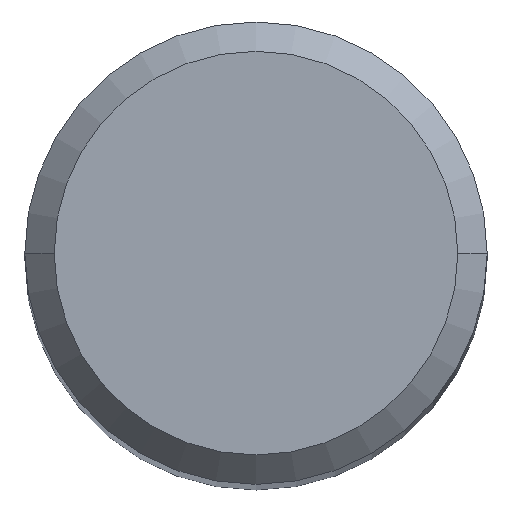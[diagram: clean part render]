
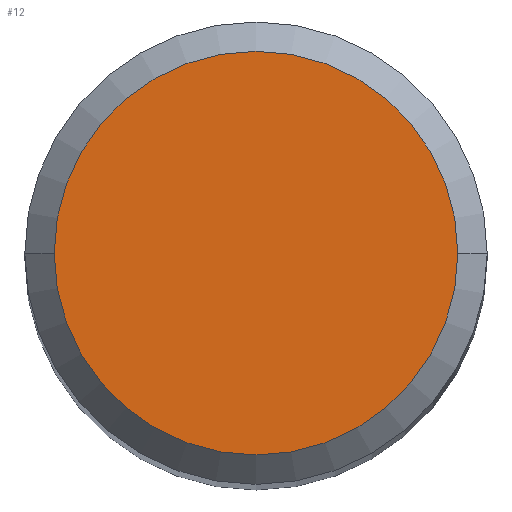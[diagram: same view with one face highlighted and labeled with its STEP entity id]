
A CAD part, top view. The second image highlights one B-rep face of the part: STEP entity #12.
In plain terms, the highlighted planar face has unit normal (0, 0, 1).
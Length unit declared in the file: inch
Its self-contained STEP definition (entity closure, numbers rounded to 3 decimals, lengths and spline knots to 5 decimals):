
#12 = ADVANCED_FACE ( 'NONE', ( #375 ), #203, .T. ) ;
#15 = EDGE_CURVE ( 'NONE', #355, #68, #140, .T. ) ;
#24 = DIRECTION ( 'NONE',  ( 0., 0., 1. ) ) ;
#34 = CARTESIAN_POINT ( 'NONE',  ( 0., 0., 2.24409 ) ) ;
#68 = VERTEX_POINT ( 'NONE', #76 ) ;
#76 = CARTESIAN_POINT ( 'NONE',  ( 0.10311, 0., 2.24409 ) ) ;
#77 = CARTESIAN_POINT ( 'NONE',  ( 0., 0., 2.24409 ) ) ;
#125 = ORIENTED_EDGE ( 'NONE', *, *, #15, .T. ) ;
#127 = AXIS2_PLACEMENT_3D ( 'NONE', #77, #310, #243 ) ;
#140 = CIRCLE ( 'NONE', #127, 0.10311 ) ;
#142 = DIRECTION ( 'NONE',  ( 1., 0., 0. ) ) ;
#145 = CARTESIAN_POINT ( 'NONE',  ( 0., 0., 2.24409 ) ) ;
#201 = EDGE_CURVE ( 'NONE', #68, #355, #230, .T. ) ;
#203 = PLANE ( 'NONE',  #358 ) ;
#215 = DIRECTION ( 'NONE',  ( 0., 0., 1. ) ) ;
#230 = CIRCLE ( 'NONE', #317, 0.10311 ) ;
#243 = DIRECTION ( 'NONE',  ( 1., 0., 0. ) ) ;
#255 = DIRECTION ( 'NONE',  ( 1., 0., 0. ) ) ;
#270 = ORIENTED_EDGE ( 'NONE', *, *, #201, .T. ) ;
#310 = DIRECTION ( 'NONE',  ( 0., 0., 1. ) ) ;
#317 = AXIS2_PLACEMENT_3D ( 'NONE', #34, #215, #255 ) ;
#350 = EDGE_LOOP ( 'NONE', ( #125, #270 ) ) ;
#355 = VERTEX_POINT ( 'NONE', #361 ) ;
#358 = AXIS2_PLACEMENT_3D ( 'NONE', #145, #24, #142 ) ;
#361 = CARTESIAN_POINT ( 'NONE',  ( -0.10311, 0., 2.24409 ) ) ;
#375 = FACE_OUTER_BOUND ( 'NONE', #350, .T. ) ;
